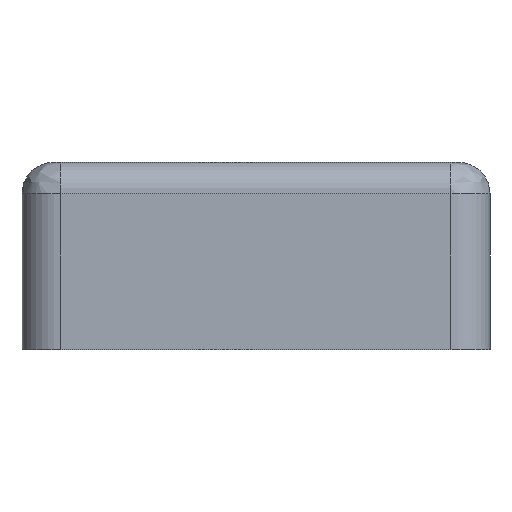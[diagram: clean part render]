
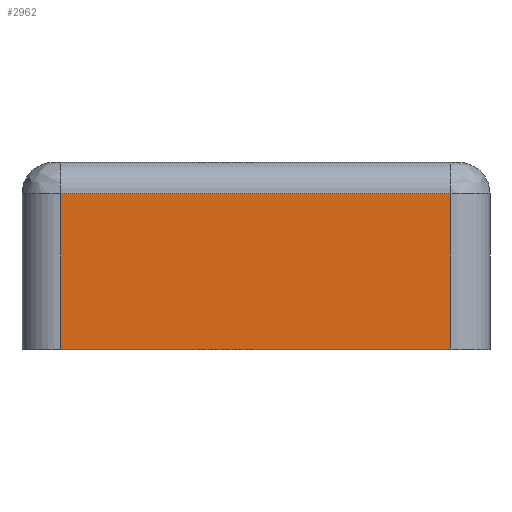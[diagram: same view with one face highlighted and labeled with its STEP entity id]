
A CAD part, front view. The second image highlights one B-rep face of the part: STEP entity #2962.
In plain terms, the highlighted planar face has unit normal (0, -1, 0).
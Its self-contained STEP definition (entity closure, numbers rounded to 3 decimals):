
#121=PLANE('',#3276);
#177=LINE('',#4688,#367);
#210=LINE('',#4856,#400);
#211=LINE('',#4860,#401);
#212=LINE('',#4861,#402);
#367=VECTOR('',#3696,1000.);
#400=VECTOR('',#3839,1000.);
#401=VECTOR('',#3844,1000.);
#402=VECTOR('',#3845,1000.);
#654=FACE_OUTER_BOUND('',#866,.T.);
#866=EDGE_LOOP('',(#2191,#2192,#2193,#2194));
#1327=VERTEX_POINT('',#4685);
#1328=VERTEX_POINT('',#4687);
#1408=VERTEX_POINT('',#4855);
#1409=VERTEX_POINT('',#4859);
#1611=EDGE_CURVE('',#1327,#1328,#177,.T.);
#1696=EDGE_CURVE('',#1328,#1408,#210,.T.);
#1698=EDGE_CURVE('',#1408,#1409,#211,.T.);
#1699=EDGE_CURVE('',#1409,#1327,#212,.T.);
#2191=ORIENTED_EDGE('',*,*,#1698,.F.);
#2192=ORIENTED_EDGE('',*,*,#1696,.F.);
#2193=ORIENTED_EDGE('',*,*,#1611,.F.);
#2194=ORIENTED_EDGE('',*,*,#1699,.F.);
#2962=ADVANCED_FACE('',(#654),#121,.F.);
#3276=AXIS2_PLACEMENT_3D('',#4858,#3842,#3843);
#3696=DIRECTION('',(-1.,0.,0.));
#3839=DIRECTION('',(0.,0.,1.));
#3842=DIRECTION('center_axis',(0.,1.,0.));
#3843=DIRECTION('ref_axis',(0.,0.,1.));
#3844=DIRECTION('',(1.,0.,0.));
#3845=DIRECTION('',(0.,0.,-1.));
#4685=CARTESIAN_POINT('',(12.5,-30.,0.));
#4687=CARTESIAN_POINT('',(-12.5,-30.,0.));
#4688=CARTESIAN_POINT('',(15.,-30.,0.));
#4855=CARTESIAN_POINT('',(-12.5,-30.,10.));
#4856=CARTESIAN_POINT('',(-12.5,-30.,12.));
#4858=CARTESIAN_POINT('Origin',(-15.,-30.,12.));
#4859=CARTESIAN_POINT('',(12.5,-30.,10.));
#4860=CARTESIAN_POINT('',(-15.,-30.,10.));
#4861=CARTESIAN_POINT('',(12.5,-30.,12.));
